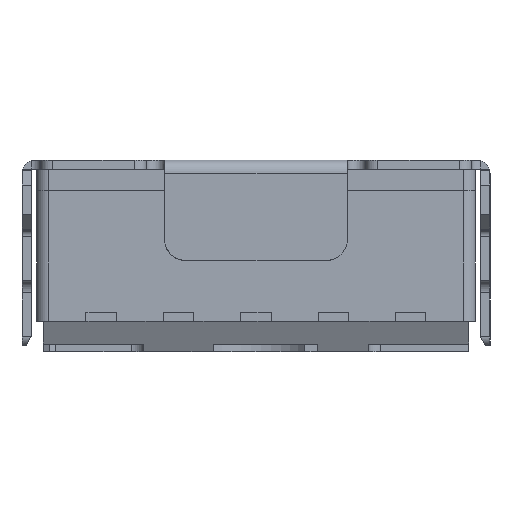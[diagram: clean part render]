
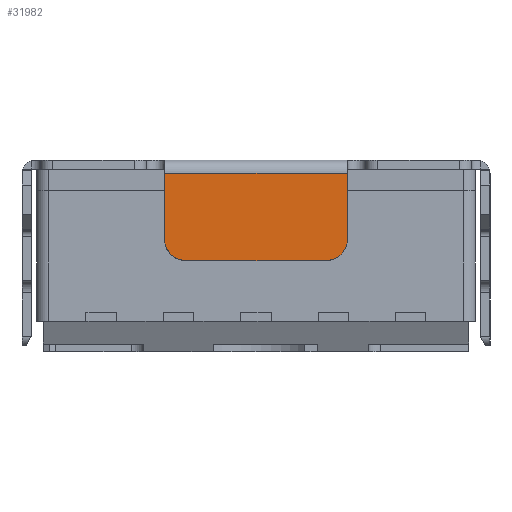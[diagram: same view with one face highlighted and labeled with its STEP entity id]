
A CAD part, front view. The second image highlights one B-rep face of the part: STEP entity #31982.
In plain terms, the highlighted planar face has unit normal (0, -1, 0).
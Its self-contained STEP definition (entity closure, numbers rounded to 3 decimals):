
#362 = EDGE_CURVE ( 'NONE', #1267, #57965, #45079, .T. ) ;
#1267 = VERTEX_POINT ( 'NONE', #61363 ) ;
#4003 = CARTESIAN_POINT ( 'NONE',  ( 1.022, 0., -1.65 ) ) ;
#6626 = CARTESIAN_POINT ( 'NONE',  ( -1.628, 0., -1.3 ) ) ;
#6777 = ORIENTED_EDGE ( 'NONE', *, *, #40618, .T. ) ;
#9744 = CARTESIAN_POINT ( 'NONE',  ( -1.278, 0., -1.3 ) ) ;
#9975 = EDGE_CURVE ( 'NONE', #49455, #48319, #60051, .T. ) ;
#10049 = DIRECTION ( 'NONE',  ( 1., 0., 0. ) ) ;
#10245 = CARTESIAN_POINT ( 'NONE',  ( 3.712, 0., -0.22 ) ) ;
#10308 = VECTOR ( 'NONE', #59482, 1000. ) ;
#11317 = ORIENTED_EDGE ( 'NONE', *, *, #9975, .T. ) ;
#11975 = LINE ( 'NONE', #53215, #56521 ) ;
#14218 = EDGE_CURVE ( 'NONE', #1267, #48319, #56408, .T. ) ;
#15671 = EDGE_LOOP ( 'NONE', ( #58262, #49748, #6777, #35042, #11317, #25004 ) ) ;
#18454 = VECTOR ( 'NONE', #36009, 1000. ) ;
#19462 = AXIS2_PLACEMENT_3D ( 'NONE', #26318, #61212, #45311 ) ;
#21765 = CARTESIAN_POINT ( 'NONE',  ( -1.278, 0., -1.65 ) ) ;
#23921 = VECTOR ( 'NONE', #27890, 1000. ) ;
#23939 = FACE_OUTER_BOUND ( 'NONE', #15671, .T. ) ;
#25004 = ORIENTED_EDGE ( 'NONE', *, *, #14218, .F. ) ;
#26318 = CARTESIAN_POINT ( 'NONE',  ( 3.712, 0., -0.15 ) ) ;
#27890 = DIRECTION ( 'NONE',  ( 1., 0., 0. ) ) ;
#29378 = CARTESIAN_POINT ( 'NONE',  ( 1.372, 0., -1.65 ) ) ;
#29731 = DIRECTION ( 'NONE',  ( 0., -1., 0. ) ) ;
#31982 = ADVANCED_FACE ( 'NONE', ( #23939 ), #45523, .F. ) ;
#33264 = EDGE_CURVE ( 'NONE', #49206, #49455, #62179, .T. ) ;
#35042 = ORIENTED_EDGE ( 'NONE', *, *, #33264, .T. ) ;
#36009 = DIRECTION ( 'NONE',  ( -1., 0., 0. ) ) ;
#38810 = EDGE_CURVE ( 'NONE', #59119, #57965, #11975, .T. ) ;
#39096 = AXIS2_PLACEMENT_3D ( 'NONE', #54391, #29731, #10049 ) ;
#40618 = EDGE_CURVE ( 'NONE', #59119, #49206, #44501, .T. ) ;
#42738 = CARTESIAN_POINT ( 'NONE',  ( -5.476, 0., -1.65 ) ) ;
#44501 = CIRCLE ( 'NONE', #63674, 0.35 ) ;
#44726 = DIRECTION ( 'NONE',  ( 1., 0., 0. ) ) ;
#45079 = LINE ( 'NONE', #10245, #18454 ) ;
#45165 = DIRECTION ( 'NONE',  ( 0., -1., 0. ) ) ;
#45311 = DIRECTION ( 'NONE',  ( 1., 0., 0. ) ) ;
#45523 = PLANE ( 'NONE',  #19462 ) ;
#48319 = VERTEX_POINT ( 'NONE', #64342 ) ;
#49206 = VERTEX_POINT ( 'NONE', #21765 ) ;
#49455 = VERTEX_POINT ( 'NONE', #4003 ) ;
#49748 = ORIENTED_EDGE ( 'NONE', *, *, #38810, .F. ) ;
#50500 = CARTESIAN_POINT ( 'NONE',  ( -1.628, 0., -0.22 ) ) ;
#53005 = DIRECTION ( 'NONE',  ( 0., 0., 1. ) ) ;
#53215 = CARTESIAN_POINT ( 'NONE',  ( -1.628, 0., -1.65 ) ) ;
#54391 = CARTESIAN_POINT ( 'NONE',  ( 1.022, 0., -1.3 ) ) ;
#56408 = LINE ( 'NONE', #29378, #10308 ) ;
#56521 = VECTOR ( 'NONE', #53005, 1000. ) ;
#57965 = VERTEX_POINT ( 'NONE', #50500 ) ;
#58262 = ORIENTED_EDGE ( 'NONE', *, *, #362, .T. ) ;
#59119 = VERTEX_POINT ( 'NONE', #6626 ) ;
#59482 = DIRECTION ( 'NONE',  ( 0., 0., -1. ) ) ;
#60051 = CIRCLE ( 'NONE', #39096, 0.35 ) ;
#61212 = DIRECTION ( 'NONE',  ( 0., 1., 0. ) ) ;
#61363 = CARTESIAN_POINT ( 'NONE',  ( 1.372, 0., -0.22 ) ) ;
#62179 = LINE ( 'NONE', #42738, #23921 ) ;
#63674 = AXIS2_PLACEMENT_3D ( 'NONE', #9744, #45165, #44726 ) ;
#64342 = CARTESIAN_POINT ( 'NONE',  ( 1.372, 0., -1.3 ) ) ;
